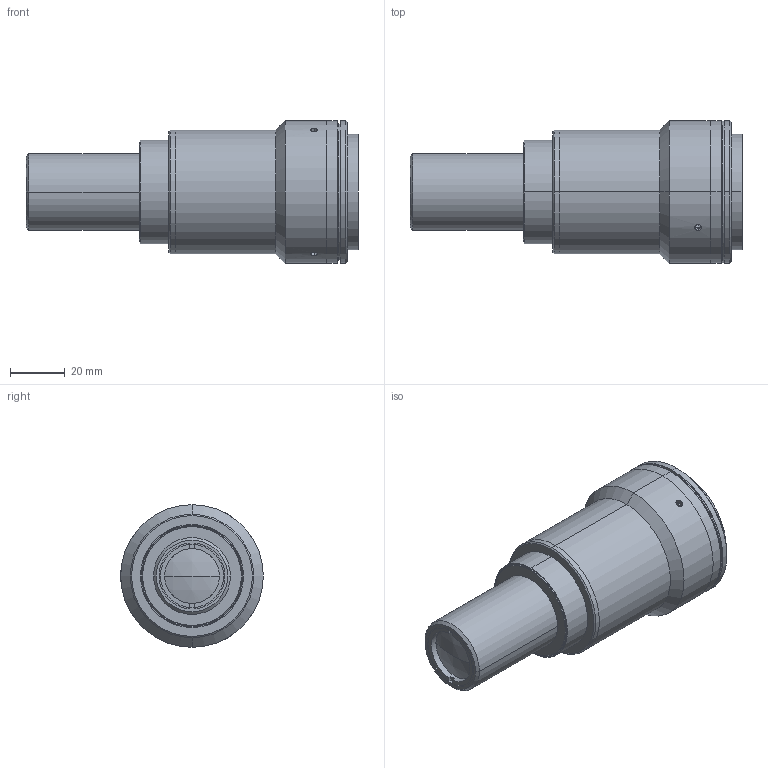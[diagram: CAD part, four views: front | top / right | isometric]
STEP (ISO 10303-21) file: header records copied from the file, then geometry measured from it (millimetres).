
FILE_DESCRIPTION (( 'STEP AP203' ), '1' );
FILE_NAME ('DP31985-A_TC4MHRP009-J.step', '2022-06-13T07:20:29', ( '' ), ( '' ), 'SwSTEP 2.0', 'SolidWorks 2021', '' );
FILE_SCHEMA (( 'CONFIG_CONTROL_DESIGN' ));
Length unit declared in the file: millimetre
Products named in the file (1): DP31985-A_TC4MHRP009-J
Bounding box: 120.99 x 52 x 52 mm (x, y, z)
Surface area: 31064.4 mm2 (no closed solid volume)
Topology: 0 solids, 16 shells, 95 faces, 252 edges, 175 vertices
Faces by surface type: plane 37, cylinder 36, cone 20, sphere 2
Entity records: 3244 total; most frequent: CARTESIAN_POINT 751, DIRECTION 552, ORIENTED_EDGE 410, EDGE_CURVE 252, AXIS2_PLACEMENT_3D 216, VERTEX_POINT 175, LINE 120, VECTOR 120
